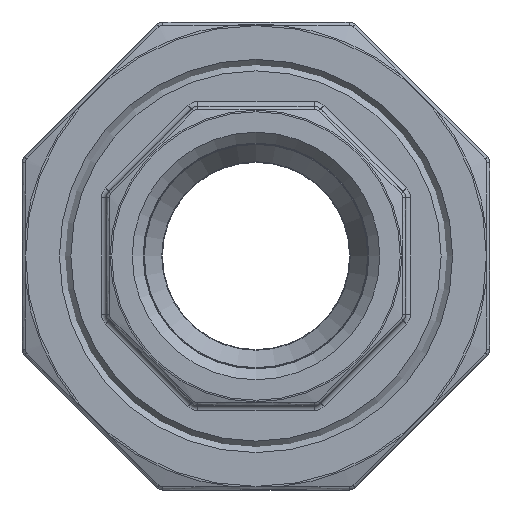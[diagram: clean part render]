
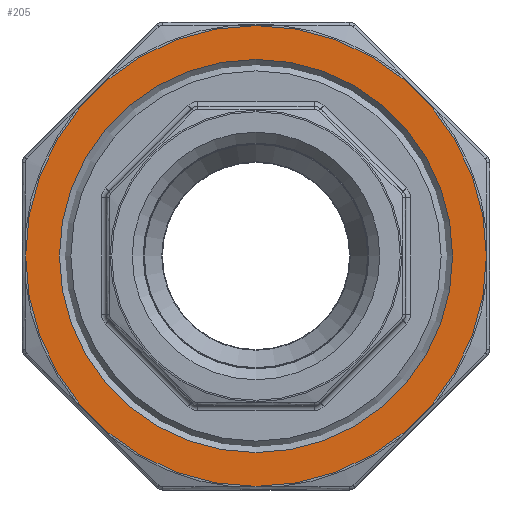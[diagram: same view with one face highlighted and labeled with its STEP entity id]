
A CAD part, left-side view. The second image highlights one B-rep face of the part: STEP entity #205.
In plain terms, the highlighted planar face has unit normal (-1, 0, 0).
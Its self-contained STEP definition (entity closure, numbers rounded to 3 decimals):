
#205 = ADVANCED_FACE ( 'NONE', ( #12348, #5333 ), #2106, .T. ) ;
#828 = AXIS2_PLACEMENT_3D ( 'NONE', #17583, #10120, #1923 ) ;
#1157 = ORIENTED_EDGE ( 'NONE', *, *, #12487, .T. ) ;
#1923 = DIRECTION ( 'NONE',  ( 0., 0., -1. ) ) ;
#2106 = PLANE ( 'NONE',  #17062 ) ;
#2114 = EDGE_CURVE ( 'NONE', #19549, #19549, #7693, .T. ) ;
#3125 = CARTESIAN_POINT ( 'NONE',  ( -9.5, 0., 0. ) ) ;
#4506 = CIRCLE ( 'NONE', #828, 21. ) ;
#5333 = FACE_BOUND ( 'NONE', #22455, .T. ) ;
#5448 = CARTESIAN_POINT ( 'NONE',  ( -9.5, 34.92, 0. ) ) ;
#5561 = DIRECTION ( 'NONE',  ( 0., 0., 1. ) ) ;
#7693 = CIRCLE ( 'NONE', #11334, 24.612 ) ;
#8530 = ORIENTED_EDGE ( 'NONE', *, *, #2114, .T. ) ;
#8938 = DIRECTION ( 'NONE',  ( -1., 0., 0. ) ) ;
#10046 = DIRECTION ( 'NONE',  ( -1., 0., 0. ) ) ;
#10120 = DIRECTION ( 'NONE',  ( 1., 0., 0. ) ) ;
#11306 = DIRECTION ( 'NONE',  ( 0., 0., 1. ) ) ;
#11334 = AXIS2_PLACEMENT_3D ( 'NONE', #3125, #10046, #11306 ) ;
#11405 = CARTESIAN_POINT ( 'NONE',  ( -9.5, 0., -21. ) ) ;
#12348 = FACE_OUTER_BOUND ( 'NONE', #19976, .T. ) ;
#12487 = EDGE_CURVE ( 'NONE', #16454, #16454, #4506, .T. ) ;
#16454 = VERTEX_POINT ( 'NONE', #11405 ) ;
#17062 = AXIS2_PLACEMENT_3D ( 'NONE', #5448, #8938, #5561 ) ;
#17583 = CARTESIAN_POINT ( 'NONE',  ( -9.5, 0., 0. ) ) ;
#19549 = VERTEX_POINT ( 'NONE', #21332 ) ;
#19976 = EDGE_LOOP ( 'NONE', ( #8530 ) ) ;
#21332 = CARTESIAN_POINT ( 'NONE',  ( -9.5, 0., 24.612 ) ) ;
#22455 = EDGE_LOOP ( 'NONE', ( #1157 ) ) ;
